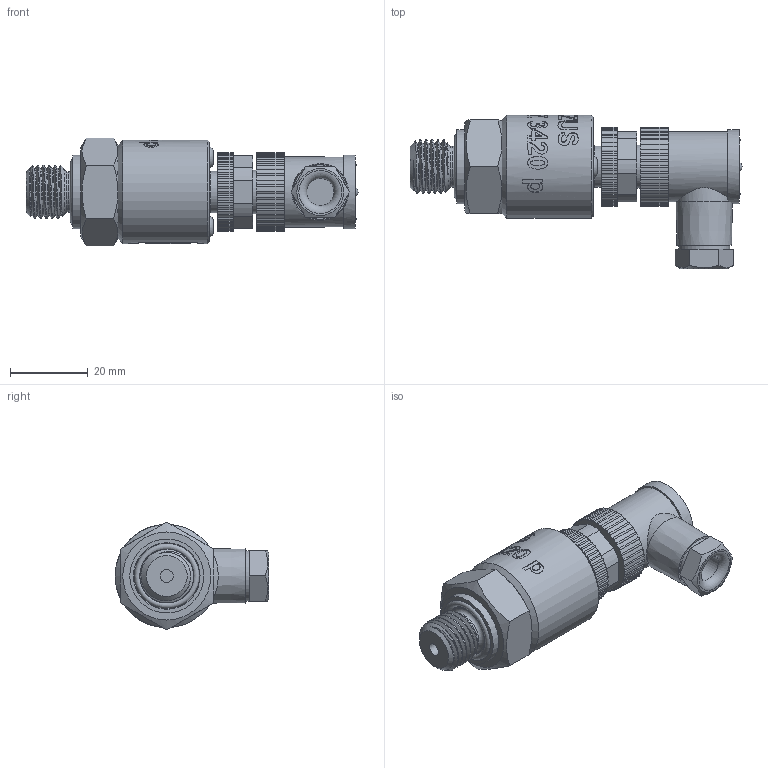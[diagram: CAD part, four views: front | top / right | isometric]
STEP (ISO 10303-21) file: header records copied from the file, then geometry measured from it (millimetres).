
FILE_DESCRIPTION(/* description */ (''),/* implementation_level */ '2;1');
FILE_NAME(/* name */ 'ASZ3420p_4_M12x1-angular.step',/* time_stamp */ '2021-07-19T16:48:49+03:00',/* author */ (''),/* organization */ (''),/* preprocessor_version */ 'ST-DEVELOPER v18.1',/* originating_system */ 'Autodesk Translation Framework v10.9.0.1377',/* authorisation */ '');
FILE_SCHEMA (('AUTOMOTIVE_DESIGN { 1 0 10303 214 3 1 1 }'));
Length unit declared in the file: millimetre
Products named in the file (4): АСЗ 3420(3410) p - filled; M14x1,5 DIN; РП30-27.100.000.060 v9; M12x1 female angular v10
Assembly tree (3 placements, depth 2):
  АСЗ 3420(3410) p - filled
    M14x1,5 DIN
    РП30-27.100.000.060 v9
    M12x1 female angular v10
Bounding box: 85.26 x 39.45 x 27.71 mm (x, y, z)
Volume: 31254.9 mm3; surface area: 11456.9 mm2
Topology: 4 solids, 7 shells, 792 faces, 2148 edges, 1426 vertices
Faces by surface type: bspline 343, cylinder 277, plane 144, cone 14, torus 13, sphere 1
Full cylindrical faces by diameter (mm): 1 x8, 3.3 x1, 4.34 x2, 5.4 x2, 7 x1, 8 x1, 8.2 x1, 9.471 x2, 10.5 x1, 10.6 x2, 10.741 x5, 11.035 x4, 11.156 x1, 11.884 x4, 12.137 x5, 12.152 x4, 13 x1, 13.5 x1, 13.85 x4, 16.7 x1, 18 x1, 19 x2, 26.5 x1
Entity records: 35183 total; most frequent: CARTESIAN_POINT 17157, ORIENTED_EDGE 4296, DIRECTION 2790, EDGE_CURVE 2148, VERTEX_POINT 1426, AXIS2_PLACEMENT_3D 977, EDGE_LOOP 854, LINE 836
